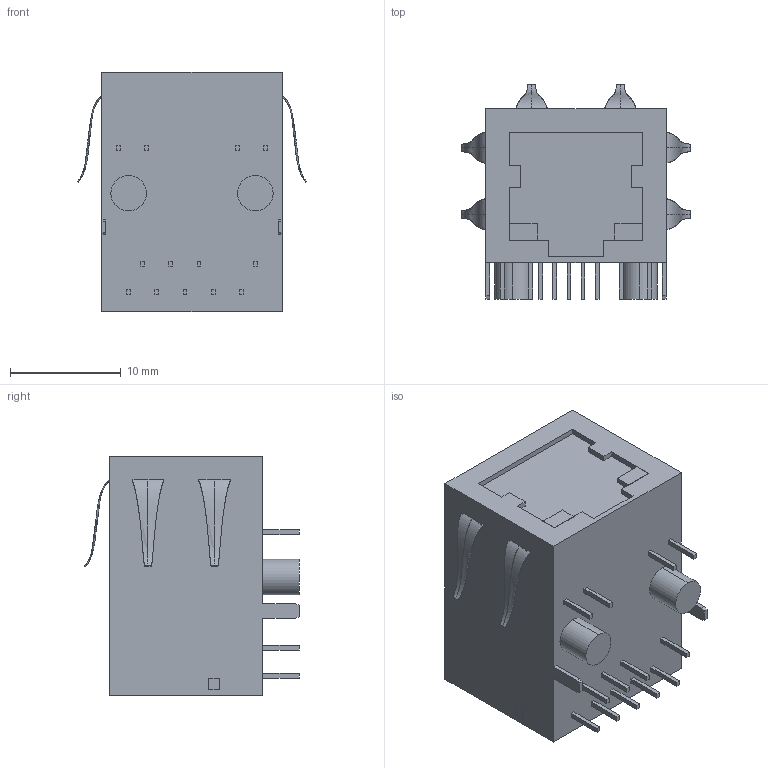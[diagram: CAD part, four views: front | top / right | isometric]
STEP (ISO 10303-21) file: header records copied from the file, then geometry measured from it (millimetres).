
FILE_DESCRIPTION (( 'STEP AP214' ), '1' );
FILE_NAME ('ARJP11A-MASA-B-A-EMU2.STEP', '2021-11-13T05:54:55', ( '' ), ( '' ), 'SwSTEP 2.0', 'SolidWorks 2017', '' );
FILE_SCHEMA (( 'AUTOMOTIVE_DESIGN' ));
Length unit declared in the file: millimetre
Products named in the file (1): ARJP11A-MASA-B-A-EMU2
Bounding box: 20.65 x 19.34 x 21.59 mm (x, y, z)
Volume: 4871.1 mm3; surface area: 2082.8 mm2
Topology: 1 solids, 1 shells, 256 faces, 675 edges, 460 vertices
Faces by surface type: plane 224, bspline 28, cylinder 4
Entity records: 13916 total; most frequent: CARTESIAN_POINT 4939, ORIENTED_EDGE 1350, DIRECTION 1049, EDGE_CURVE 675, LINE 575, VECTOR 575, VERTEX_POINT 460, EDGE_LOOP 295
